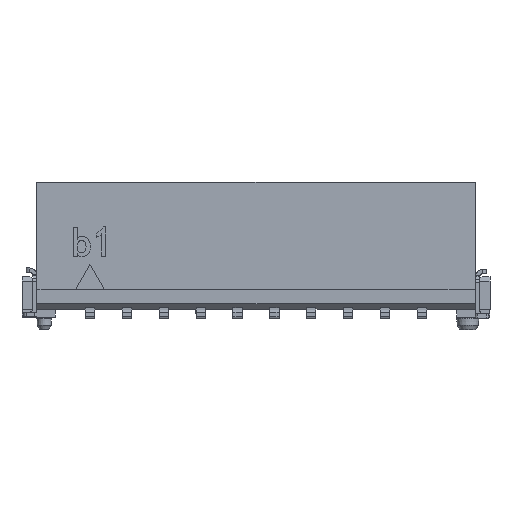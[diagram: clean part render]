
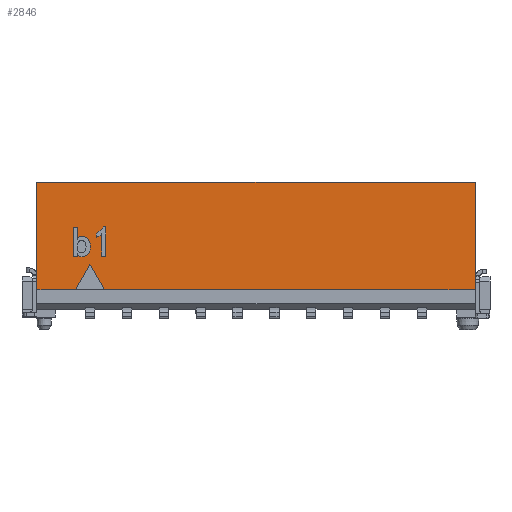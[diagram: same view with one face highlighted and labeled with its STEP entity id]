
A CAD part, front view. The second image highlights one B-rep face of the part: STEP entity #2846.
In plain terms, the highlighted planar face has unit normal (0, -1, 0).
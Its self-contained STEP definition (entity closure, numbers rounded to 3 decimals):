
#2646=CARTESIAN_POINT('',(11.43,-3.97,5.2));
#2647=DIRECTION('',(1.,0.,0.));
#2648=DIRECTION('',(0.,-1.,0.));
#2649=AXIS2_PLACEMENT_3D('',#2646,#2648,#2647);
#2650=PLANE('',#2649);
#2651=CARTESIAN_POINT('',(26.51,-3.97,1.5));
#2652=VERTEX_POINT('',#2651);
#2653=CARTESIAN_POINT('',(26.51,-3.97,8.9));
#2654=VERTEX_POINT('',#2653);
#2655=CARTESIAN_POINT('',(26.51,-3.97,1.5));
#2656=DIRECTION('',(0.,0.,1.));
#2657=VECTOR('',#2656,7.4);
#2658=LINE('',#2655,#2657);
#2659=EDGE_CURVE('',#2652,#2654,#2658,.T.);
#2660=ORIENTED_EDGE('',*,*,#2659,.T.);
#2661=CARTESIAN_POINT('',(-3.65,-3.97,8.9));
#2662=VERTEX_POINT('',#2661);
#2663=CARTESIAN_POINT('',(26.51,-3.97,8.9));
#2664=DIRECTION('',(-1.,0.,0.));
#2665=VECTOR('',#2664,30.16);
#2666=LINE('',#2663,#2665);
#2667=EDGE_CURVE('',#2654,#2662,#2666,.T.);
#2668=ORIENTED_EDGE('',*,*,#2667,.T.);
#2669=CARTESIAN_POINT('',(-3.65,-3.97,1.5));
#2670=VERTEX_POINT('',#2669);
#2671=CARTESIAN_POINT('',(-3.65,-3.97,8.9));
#2672=DIRECTION('',(0.,0.,-1.));
#2673=VECTOR('',#2672,7.4);
#2674=LINE('',#2671,#2673);
#2675=EDGE_CURVE('',#2662,#2670,#2674,.T.);
#2676=ORIENTED_EDGE('',*,*,#2675,.T.);
#2677=CARTESIAN_POINT('',(-1.,-3.97,1.5));
#2678=VERTEX_POINT('',#2677);
#2679=CARTESIAN_POINT('',(-3.65,-3.97,1.5));
#2680=DIRECTION('',(1.,0.,0.));
#2681=VECTOR('',#2680,2.65);
#2682=LINE('',#2679,#2681);
#2683=EDGE_CURVE('',#2670,#2678,#2682,.T.);
#2684=ORIENTED_EDGE('',*,*,#2683,.T.);
#2685=CARTESIAN_POINT('',(0.,-3.97,3.232));
#2686=VERTEX_POINT('',#2685);
#2687=CARTESIAN_POINT('',(-1.,-3.97,1.5));
#2688=DIRECTION('',(0.5,0.,0.866));
#2689=VECTOR('',#2688,2.);
#2690=LINE('',#2687,#2689);
#2691=EDGE_CURVE('',#2678,#2686,#2690,.T.);
#2692=ORIENTED_EDGE('',*,*,#2691,.T.);
#2693=CARTESIAN_POINT('',(1.,-3.97,1.5));
#2694=VERTEX_POINT('',#2693);
#2695=CARTESIAN_POINT('',(0.,-3.97,3.232));
#2696=DIRECTION('',(0.5,0.,-0.866));
#2697=VECTOR('',#2696,2.);
#2698=LINE('',#2695,#2697);
#2699=EDGE_CURVE('',#2686,#2694,#2698,.T.);
#2700=ORIENTED_EDGE('',*,*,#2699,.T.);
#2701=CARTESIAN_POINT('',(1.,-3.97,1.5));
#2702=DIRECTION('',(1.,0.,0.));
#2703=VECTOR('',#2702,25.51);
#2704=LINE('',#2701,#2703);
#2705=EDGE_CURVE('',#2694,#2652,#2704,.T.);
#2706=ORIENTED_EDGE('',*,*,#2705,.T.);
#2707=EDGE_LOOP('',(#2660,#2668,#2676,#2684,#2692,#2700,#2706));
#2708=FACE_OUTER_BOUND('',#2707,.T.);
#2709=CARTESIAN_POINT('',(0.919,-3.97,5.825));
#2710=VERTEX_POINT('',#2709);
#2711=CARTESIAN_POINT('',(1.1,-3.97,5.825));
#2712=VERTEX_POINT('',#2711);
#2713=CARTESIAN_POINT('',(0.919,-3.97,5.825));
#2714=DIRECTION('',(1.,0.,0.));
#2715=VECTOR('',#2714,0.182);
#2716=LINE('',#2713,#2715);
#2717=EDGE_CURVE('',#2710,#2712,#2716,.T.);
#2718=ORIENTED_EDGE('',*,*,#2717,.T.);
#2719=CARTESIAN_POINT('',(1.1,-3.97,3.814));
#2720=VERTEX_POINT('',#2719);
#2721=CARTESIAN_POINT('',(1.1,-3.97,5.825));
#2722=DIRECTION('',(0.,0.,-1.));
#2723=VECTOR('',#2722,2.012);
#2724=LINE('',#2721,#2723);
#2725=EDGE_CURVE('',#2712,#2720,#2724,.T.);
#2726=ORIENTED_EDGE('',*,*,#2725,.T.);
#2727=CARTESIAN_POINT('',(0.814,-3.97,3.814));
#2728=VERTEX_POINT('',#2727);
#2729=CARTESIAN_POINT('',(1.1,-3.97,3.814));
#2730=DIRECTION('',(-1.,0.,0.));
#2731=VECTOR('',#2730,0.286);
#2732=LINE('',#2729,#2731);
#2733=EDGE_CURVE('',#2720,#2728,#2732,.T.);
#2734=ORIENTED_EDGE('',*,*,#2733,.T.);
#2735=CARTESIAN_POINT('',(0.814,-3.97,5.38));
#2736=VERTEX_POINT('',#2735);
#2737=CARTESIAN_POINT('',(0.814,-3.97,3.814));
#2738=DIRECTION('',(0.,0.,1.));
#2739=VECTOR('',#2738,1.567);
#2740=LINE('',#2737,#2739);
#2741=EDGE_CURVE('',#2728,#2736,#2740,.T.);
#2742=ORIENTED_EDGE('',*,*,#2741,.T.);
#2743=CARTESIAN_POINT('',(0.439,-3.97,5.096));
#2744=VERTEX_POINT('',#2743);
#2745=CARTESIAN_POINT('',(0.814,-3.97,5.38));
#2746=CARTESIAN_POINT('',(0.716,-3.97,5.24));
#2747=CARTESIAN_POINT('',(0.439,-3.97,5.096));
#2748=B_SPLINE_CURVE_WITH_KNOTS('',2,(#2745,#2746,#2747),.UNSPECIFIED.,.F.,.U.,(3,3),(0.,1.),.UNSPECIFIED.);
#2749=EDGE_CURVE('',#2736,#2744,#2748,.T.);
#2750=ORIENTED_EDGE('',*,*,#2749,.T.);
#2751=CARTESIAN_POINT('',(0.439,-3.97,5.357));
#2752=VERTEX_POINT('',#2751);
#2753=CARTESIAN_POINT('',(0.439,-3.97,5.096));
#2754=DIRECTION('',(0.,0.,1.));
#2755=VECTOR('',#2754,0.26);
#2756=LINE('',#2753,#2755);
#2757=EDGE_CURVE('',#2744,#2752,#2756,.T.);
#2758=ORIENTED_EDGE('',*,*,#2757,.T.);
#2759=CARTESIAN_POINT('',(-0.576,-3.97,6.876));
#2760=DIRECTION('',(0.556,0.,-0.831));
#2761=DIRECTION('',(0.,-1.,0.));
#2762=AXIS2_PLACEMENT_3D('',#2759,#2761,#2760);
#2763=CIRCLE('',#2762,1.828);
#2764=EDGE_CURVE('',#2752,#2710,#2763,.T.);
#2765=ORIENTED_EDGE('',*,*,#2764,.T.);
#2766=EDGE_LOOP('',(#2718,#2726,#2734,#2742,#2750,#2758,#2765));
#2767=FACE_BOUND('',#2766,.T.);
#2768=CARTESIAN_POINT('',(-1.168,-3.97,5.802));
#2769=VERTEX_POINT('',#2768);
#2770=CARTESIAN_POINT('',(-0.882,-3.97,5.802));
#2771=VERTEX_POINT('',#2770);
#2772=CARTESIAN_POINT('',(-1.168,-3.97,5.802));
#2773=DIRECTION('',(1.,0.,0.));
#2774=VECTOR('',#2773,0.286);
#2775=LINE('',#2772,#2774);
#2776=EDGE_CURVE('',#2769,#2771,#2775,.T.);
#2777=ORIENTED_EDGE('',*,*,#2776,.T.);
#2778=CARTESIAN_POINT('',(-0.882,-3.97,4.963));
#2779=VERTEX_POINT('',#2778);
#2780=CARTESIAN_POINT('',(-0.882,-3.97,5.802));
#2781=DIRECTION('',(0.,0.,-1.));
#2782=VECTOR('',#2781,0.84);
#2783=LINE('',#2780,#2782);
#2784=EDGE_CURVE('',#2771,#2779,#2783,.T.);
#2785=ORIENTED_EDGE('',*,*,#2784,.T.);
#2786=CARTESIAN_POINT('',(-0.537,-3.97,5.167));
#2787=VERTEX_POINT('',#2786);
#2788=CARTESIAN_POINT('',(-0.882,-3.97,4.963));
#2789=CARTESIAN_POINT('',(-0.865,-3.97,5.057));
#2790=CARTESIAN_POINT('',(-0.67,-3.97,5.167));
#2791=CARTESIAN_POINT('',(-0.537,-3.97,5.167));
#2792=B_SPLINE_CURVE_WITH_KNOTS('',2,(#2788,#2789,#2790,#2791),.UNSPECIFIED.,.F.,.U.,(3,1,3),(0.,0.473,1.),.UNSPECIFIED.);
#2793=EDGE_CURVE('',#2779,#2787,#2792,.T.);
#2794=ORIENTED_EDGE('',*,*,#2793,.T.);
#2795=CARTESIAN_POINT('',(0.037,-3.97,4.468));
#2796=VERTEX_POINT('',#2795);
#2797=CARTESIAN_POINT('',(-0.537,-3.97,5.167));
#2798=CARTESIAN_POINT('',(-0.298,-3.97,5.167));
#2799=CARTESIAN_POINT('',(0.037,-3.97,4.808));
#2800=CARTESIAN_POINT('',(0.037,-3.97,4.468));
#2801=B_SPLINE_CURVE_WITH_KNOTS('',2,(#2797,#2798,#2799,#2800),.UNSPECIFIED.,.F.,.U.,(3,1,3),(0.,0.468,1.),.UNSPECIFIED.);
#2802=EDGE_CURVE('',#2787,#2796,#2801,.T.);
#2803=ORIENTED_EDGE('',*,*,#2802,.T.);
#2804=CARTESIAN_POINT('',(-0.537,-3.97,3.78));
#2805=VERTEX_POINT('',#2804);
#2806=CARTESIAN_POINT('',(0.037,-3.97,4.468));
#2807=CARTESIAN_POINT('',(0.037,-3.97,4.126));
#2808=CARTESIAN_POINT('',(-0.297,-3.97,3.78));
#2809=CARTESIAN_POINT('',(-0.537,-3.97,3.78));
#2810=B_SPLINE_CURVE_WITH_KNOTS('',2,(#2806,#2807,#2808,#2809),.UNSPECIFIED.,.F.,.U.,(3,1,3),(0.,0.533,1.),.UNSPECIFIED.);
#2811=EDGE_CURVE('',#2796,#2805,#2810,.T.);
#2812=ORIENTED_EDGE('',*,*,#2811,.T.);
#2813=CARTESIAN_POINT('',(-0.882,-3.97,3.973));
#2814=VERTEX_POINT('',#2813);
#2815=CARTESIAN_POINT('',(-0.537,-3.97,3.78));
#2816=CARTESIAN_POINT('',(-0.67,-3.97,3.78));
#2817=CARTESIAN_POINT('',(-0.864,-3.97,3.877));
#2818=CARTESIAN_POINT('',(-0.882,-3.97,3.973));
#2819=B_SPLINE_CURVE_WITH_KNOTS('',2,(#2815,#2816,#2817,#2818),.UNSPECIFIED.,.F.,.U.,(3,1,3),(0.,0.527,1.),.UNSPECIFIED.);
#2820=EDGE_CURVE('',#2805,#2814,#2819,.T.);
#2821=ORIENTED_EDGE('',*,*,#2820,.T.);
#2822=CARTESIAN_POINT('',(-0.882,-3.97,3.802));
#2823=VERTEX_POINT('',#2822);
#2824=CARTESIAN_POINT('',(-0.882,-3.97,3.973));
#2825=DIRECTION('',(0.,0.,-1.));
#2826=VECTOR('',#2825,0.17);
#2827=LINE('',#2824,#2826);
#2828=EDGE_CURVE('',#2814,#2823,#2827,.T.);
#2829=ORIENTED_EDGE('',*,*,#2828,.T.);
#2830=CARTESIAN_POINT('',(-1.168,-3.97,3.802));
#2831=VERTEX_POINT('',#2830);
#2832=CARTESIAN_POINT('',(-0.882,-3.97,3.802));
#2833=DIRECTION('',(-1.,0.,0.));
#2834=VECTOR('',#2833,0.286);
#2835=LINE('',#2832,#2834);
#2836=EDGE_CURVE('',#2823,#2831,#2835,.T.);
#2837=ORIENTED_EDGE('',*,*,#2836,.T.);
#2838=CARTESIAN_POINT('',(-1.168,-3.97,3.802));
#2839=DIRECTION('',(0.,0.,1.));
#2840=VECTOR('',#2839,2.);
#2841=LINE('',#2838,#2840);
#2842=EDGE_CURVE('',#2831,#2769,#2841,.T.);
#2843=ORIENTED_EDGE('',*,*,#2842,.T.);
#2844=EDGE_LOOP('',(#2777,#2785,#2794,#2803,#2812,#2821,#2829,#2837,#2843));
#2845=FACE_BOUND('',#2844,.T.);
#2846=ADVANCED_FACE('',(#2708,#2767,#2845),#2650,.T.);
